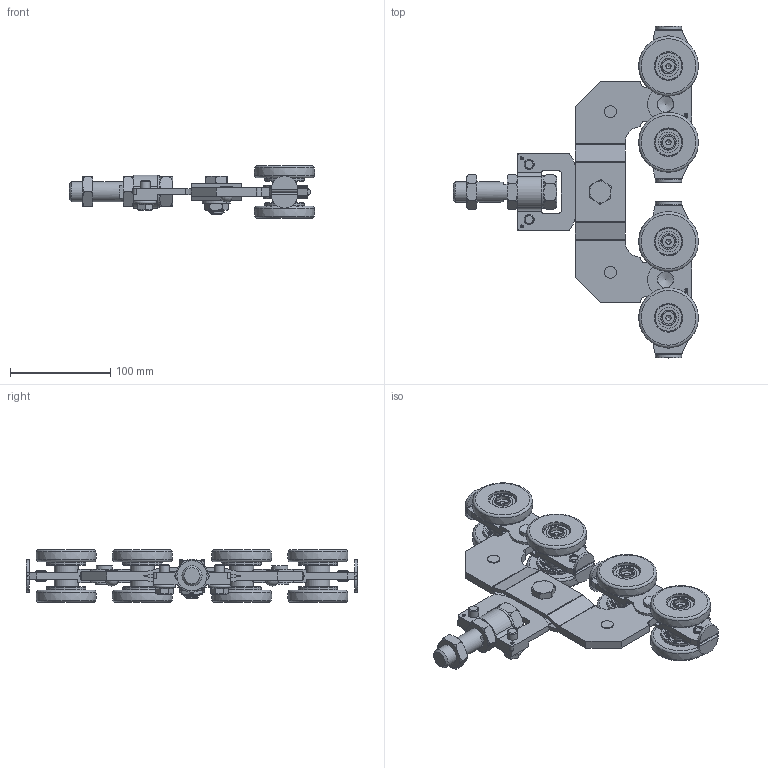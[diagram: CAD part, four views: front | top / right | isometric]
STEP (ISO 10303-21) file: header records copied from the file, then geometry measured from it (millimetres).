
FILE_DESCRIPTION(/* description */ (''),/* implementation_level */ '2;1');
FILE_NAME(/* name */ '9268S.stp',/* time_stamp */ '2017-04-05T08:23:01+02:00',/* author */ ('Giuliano'),/* organization */ (''),/* preprocessor_version */ 'ST-DEVELOPER v16.5',/* originating_system */ 'Autodesk Inventor 2017',/* authorisation */ '');
FILE_SCHEMA (('AUTOMOTIVE_DESIGN { 1 0 10303 214 3 1 1 }'));
Products named in the file (1): Pièce1
Bounding box: 244.5 x 331 x 52.2 mm (x, y, z)
Volume: 583216.9 mm3; surface area: 241345.1 mm2
Topology: 66 solids, 95 shells, 1669 faces, 4318 edges, 2871 vertices
Faces by surface type: plane 637, cylinder 420, torus 236, bspline 228, cone 90, sphere 58
Full cylindrical faces by diameter (mm): 2.5 x16, 5.2 x4, 6 x2, 6.2 x4, 10 x4, 10.1 x2, 10.4 x8, 12 x2, 12.5 x8, 14.8 x8, 15 x8, 15.2 x8, 15.8 x2, 16 x1, 16.2 x5, 18 x2, 20 x11, 20.542 x16, 24 x8, 26.458 x16, 28 x9, 32 x9, 32.05 x16, 34.4 x8, 39 x8
Entity records: 53487 total; most frequent: CARTESIAN_POINT 14141, ORIENTED_EDGE 7830, DIRECTION 7182, EDGE_CURVE 3819, AXIS2_PLACEMENT_3D 2829, VERTEX_POINT 2731, EDGE_LOOP 2300, ADVANCED_FACE 1669
